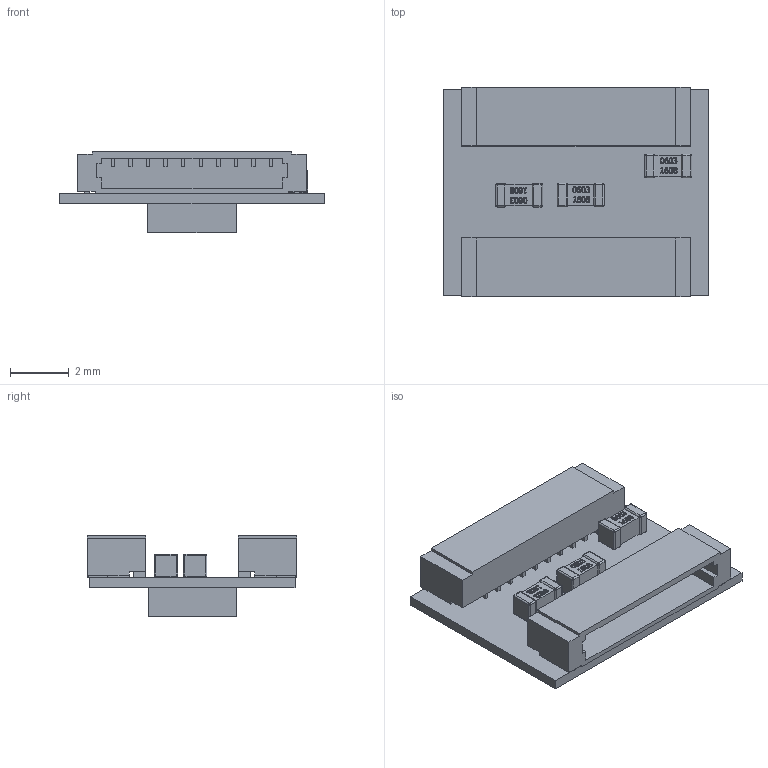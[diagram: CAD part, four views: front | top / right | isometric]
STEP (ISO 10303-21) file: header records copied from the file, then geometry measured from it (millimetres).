
FILE_DESCRIPTION(('Open CASCADE Model'),'2;1');
FILE_NAME('Open CASCADE Shape Model','2017-10-05T10:49:18',('Author'),( 'Open CASCADE'),'Open CASCADE STEP processor 6.8','Open CASCADE 6.8' ,'Unknown');
FILE_SCHEMA(('AUTOMOTIVE_DESIGN { 1 0 10303 214 1 1 1 1 }'));
Length unit declared in the file: millimetre
Products named in the file (13): PCB; Board; IN; SM10B-XSRS-ETB; MPU-9250; mpu-9250; Open CASCADE STEP translator 6.8 1.3.1.1; Open CASCADE STEP translator 6.8 1.3.1.2; OUT; C3; Kemet_cap_0603; C2; C1
Assembly tree (15 placements, depth 4):
  PCB
    Board
    IN
      SM10B-XSRS-ETB
    MPU-9250
      mpu-9250
        Open CASCADE STEP translator 6.8 1.3.1.1
        Open CASCADE STEP translator 6.8 1.3.1.2
    OUT
      SM10B-XSRS-ETB
    C3
      Kemet_cap_0603
    C2
      Kemet_cap_0603
    C1
      Kemet_cap_0603
Bounding box: 9 x 7.14 x 2.78 mm (x, y, z)
Volume: 60.3 mm3; surface area: 356.4 mm2
Topology: 7 solids, 7 shells, 936 faces, 2437 edges, 1492 vertices
Faces by surface type: bspline 435, plane 427, cylinder 74
Entity records: 41493 total; most frequent: CARTESIAN_POINT 22627, DIRECTION 2202, ORIENTED_EDGE 1828, PCURVE 1828, DEFINITIONAL_REPRESENTATION 1828, LINE 1494, VECTOR 1494, B_SPLINE_CURVE_WITH_KNOTS 1129
